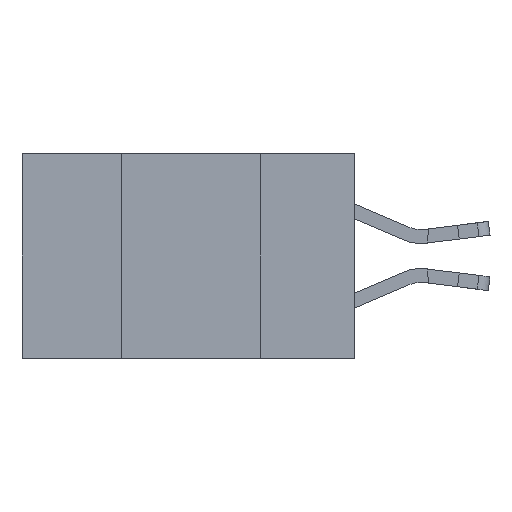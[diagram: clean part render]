
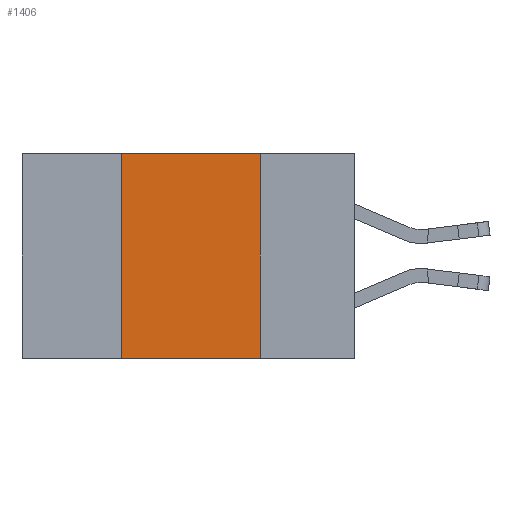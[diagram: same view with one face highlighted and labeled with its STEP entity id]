
A CAD part, left-side view. The second image highlights one B-rep face of the part: STEP entity #1406.
In plain terms, the highlighted planar face has unit normal (-1, 0, 0).
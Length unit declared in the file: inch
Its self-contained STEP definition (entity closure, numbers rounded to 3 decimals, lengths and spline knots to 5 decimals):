
#110 = VERTEX_POINT ( 'NONE', #10829 ) ;
#392 = CARTESIAN_POINT ( 'NONE',  ( 0., 0.17, -0.37 ) ) ;
#585 = ORIENTED_EDGE ( 'NONE', *, *, #5833, .F. ) ;
#1406 = ADVANCED_FACE ( 'NONE', ( #11371 ), #10127, .F. ) ;
#1592 = VERTEX_POINT ( 'NONE', #392 ) ;
#2917 = ORIENTED_EDGE ( 'NONE', *, *, #15230, .F. ) ;
#3059 = LINE ( 'NONE', #15426, #18262 ) ;
#3402 = ORIENTED_EDGE ( 'NONE', *, *, #6307, .T. ) ;
#3614 = VERTEX_POINT ( 'NONE', #16746 ) ;
#5285 = CARTESIAN_POINT ( 'NONE',  ( 0., 0.17, 0. ) ) ;
#5352 = DIRECTION ( 'NONE',  ( 0., 0., -1. ) ) ;
#5543 = EDGE_LOOP ( 'NONE', ( #585, #2917, #7409, #3402 ) ) ;
#5833 = EDGE_CURVE ( 'NONE', #13818, #1592, #17456, .T. ) ;
#6284 = VECTOR ( 'NONE', #5352, 39.37008 ) ;
#6307 = EDGE_CURVE ( 'NONE', #3614, #1592, #11512, .T. ) ;
#6573 = VECTOR ( 'NONE', #11145, 39.37008 ) ;
#7409 = ORIENTED_EDGE ( 'NONE', *, *, #18658, .F. ) ;
#7657 = VECTOR ( 'NONE', #7950, 39.37008 ) ;
#7950 = DIRECTION ( 'NONE',  ( 0., -1., 0. ) ) ;
#8286 = CARTESIAN_POINT ( 'NONE',  ( 0., 0.6, 0. ) ) ;
#9731 = CARTESIAN_POINT ( 'NONE',  ( 0., 0.42, 0. ) ) ;
#10127 = PLANE ( 'NONE',  #15654 ) ;
#10306 = DIRECTION ( 'NONE',  ( 0., 0., -1. ) ) ;
#10383 = DIRECTION ( 'NONE',  ( 1., 0., 0. ) ) ;
#10829 = CARTESIAN_POINT ( 'NONE',  ( 0., 0.42, 0. ) ) ;
#10875 = CARTESIAN_POINT ( 'NONE',  ( 0., 0.6, -0.37 ) ) ;
#11145 = DIRECTION ( 'NONE',  ( 0., 0., 1. ) ) ;
#11371 = FACE_OUTER_BOUND ( 'NONE', #5543, .T. ) ;
#11512 = LINE ( 'NONE', #10875, #7657 ) ;
#13818 = VERTEX_POINT ( 'NONE', #5285 ) ;
#14157 = CARTESIAN_POINT ( 'NONE',  ( 0., 0.17, 0. ) ) ;
#14350 = LINE ( 'NONE', #9731, #6573 ) ;
#15230 = EDGE_CURVE ( 'NONE', #110, #13818, #3059, .T. ) ;
#15426 = CARTESIAN_POINT ( 'NONE',  ( 0., 0.6, 0. ) ) ;
#15654 = AXIS2_PLACEMENT_3D ( 'NONE', #8286, #10383, #10306 ) ;
#16746 = CARTESIAN_POINT ( 'NONE',  ( 0., 0.42, -0.37 ) ) ;
#16859 = DIRECTION ( 'NONE',  ( 0., -1., 0. ) ) ;
#17456 = LINE ( 'NONE', #14157, #6284 ) ;
#18262 = VECTOR ( 'NONE', #16859, 39.37008 ) ;
#18658 = EDGE_CURVE ( 'NONE', #3614, #110, #14350, .T. ) ;
